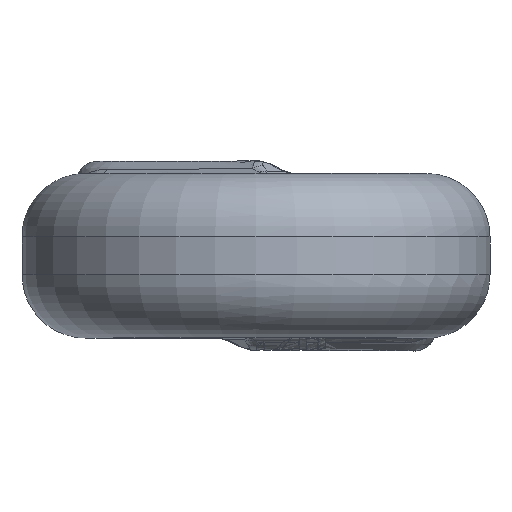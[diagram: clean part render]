
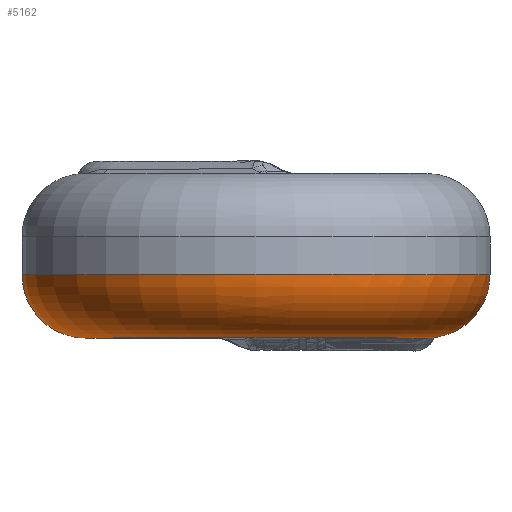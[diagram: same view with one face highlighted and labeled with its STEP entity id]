
A CAD part, top view. The second image highlights one B-rep face of the part: STEP entity #5162.
In plain terms, the highlighted toroidal (fillet/blend) face has major radius 2.7 mm and minor radius 1 mm.
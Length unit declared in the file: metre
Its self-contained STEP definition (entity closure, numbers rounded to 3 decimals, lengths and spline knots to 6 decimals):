
#26=TOROIDAL_SURFACE('',#5386,0.0027,0.001);
#85=CIRCLE('',#5384,0.0037);
#87=CIRCLE('',#5387,0.0027);
#1414=ORIENTED_EDGE('',*,*,#2236,.T.);
#1415=ORIENTED_EDGE('',*,*,#2233,.T.);
#1416=ORIENTED_EDGE('',*,*,#2258,.T.);
#1417=ORIENTED_EDGE('',*,*,#2239,.T.);
#1418=ORIENTED_EDGE('',*,*,#2256,.F.);
#2233=EDGE_CURVE('',#2657,#2660,#2884,.T.);
#2236=EDGE_CURVE('',#2661,#2657,#2886,.T.);
#2239=EDGE_CURVE('',#2663,#2661,#2888,.T.);
#2256=EDGE_CURVE('',#2678,#2678,#85,.T.);
#2258=EDGE_CURVE('',#2660,#2663,#87,.T.);
#2657=VERTEX_POINT('',#8122);
#2660=VERTEX_POINT('',#8130);
#2661=VERTEX_POINT('',#8208);
#2663=VERTEX_POINT('',#8257);
#2678=VERTEX_POINT('',#8569);
#2884=B_SPLINE_CURVE_WITH_KNOTS('',3,(#8131,#8132,#8133,#8134),
 .UNSPECIFIED.,.F.,.F.,(4,4),(0.,1.),.UNSPECIFIED.);
#2886=B_SPLINE_CURVE_WITH_KNOTS('',3,(#8226,#8227,#8228,#8229,#8230,#8231,
#8232,#8233,#8234,#8235,#8236,#8237,#8238,#8239,#8240),.UNSPECIFIED.,.F.,
 .F.,(4,1,1,1,1,1,1,1,1,1,1,1,4),(0.,0.125,0.25,0.375,0.4375,0.5,0.5625,
0.625,0.6875,0.75,0.8125,0.875,1.),.UNSPECIFIED.);
#2888=B_SPLINE_CURVE_WITH_KNOTS('',3,(#8264,#8265,#8266,#8267,#8268),
 .UNSPECIFIED.,.F.,.F.,(4,1,4),(0.,0.5,1.),.UNSPECIFIED.);
#3185=EDGE_LOOP('',(#1414,#1415,#1416,#1417));
#3186=EDGE_LOOP('',(#1418));
#3416=FACE_BOUND('',#3185,.T.);
#3417=FACE_BOUND('',#3186,.T.);
#5162=ADVANCED_FACE('',(#3416,#3417),#26,.T.);
#5384=AXIS2_PLACEMENT_3D('',#8568,#5987,#5988);
#5386=AXIS2_PLACEMENT_3D('',#8572,#5991,#5992);
#5387=AXIS2_PLACEMENT_3D('',#8573,#5993,#5994);
#5987=DIRECTION('',(0.,1.,0.));
#5988=DIRECTION('',(0.,0.,1.));
#5991=DIRECTION('',(0.,1.,0.));
#5992=DIRECTION('',(0.,0.,1.));
#5993=DIRECTION('',(0.,1.,0.));
#5994=DIRECTION('',(0.,0.,1.));
#8122=CARTESIAN_POINT('',(0.002012,-0.001267,-0.002163));
#8130=CARTESIAN_POINT('',(0.001961,-0.0013,-0.001856));
#8131=CARTESIAN_POINT('',(0.002012,-0.001267,-0.002163));
#8132=CARTESIAN_POINT('',(0.002034,-0.001285,-0.00205));
#8133=CARTESIAN_POINT('',(0.002018,-0.0013,-0.001938));
#8134=CARTESIAN_POINT('',(0.001961,-0.0013,-0.001856));
#8208=CARTESIAN_POINT('',(0.002866,-0.000823,-0.002099));
#8226=CARTESIAN_POINT('',(0.002866,-0.000823,-0.002099));
#8227=CARTESIAN_POINT('',(0.002833,-0.000767,-0.002203));
#8228=CARTESIAN_POINT('',(0.002741,-0.000665,-0.002391));
#8229=CARTESIAN_POINT('',(0.002582,-0.000577,-0.002601));
#8230=CARTESIAN_POINT('',(0.002401,-0.000538,-0.002783));
#8231=CARTESIAN_POINT('',(0.002195,-0.000568,-0.002934));
#8232=CARTESIAN_POINT('',(0.002092,-0.000616,-0.002992));
#8233=CARTESIAN_POINT('',(0.001955,-0.000732,-0.003031));
#8234=CARTESIAN_POINT('',(0.001882,-0.000865,-0.002984));
#8235=CARTESIAN_POINT('',(0.001862,-0.000963,-0.00291));
#8236=CARTESIAN_POINT('',(0.001884,-0.001087,-0.002738));
#8237=CARTESIAN_POINT('',(0.001906,-0.001133,-0.00264));
#8238=CARTESIAN_POINT('',(0.001949,-0.00121,-0.002449));
#8239=CARTESIAN_POINT('',(0.001987,-0.001248,-0.002285));
#8240=CARTESIAN_POINT('',(0.002012,-0.001267,-0.002163));
#8257=CARTESIAN_POINT('',(0.002449,-0.0013,-0.001138));
#8264=CARTESIAN_POINT('',(0.002449,-0.0013,-0.001138));
#8265=CARTESIAN_POINT('',(0.002595,-0.0013,-0.001283));
#8266=CARTESIAN_POINT('',(0.002894,-0.001175,-0.001566));
#8267=CARTESIAN_POINT('',(0.002919,-0.000915,-0.001931));
#8268=CARTESIAN_POINT('',(0.002866,-0.000823,-0.002099));
#8568=CARTESIAN_POINT('',(0.,-0.0003,0.));
#8569=CARTESIAN_POINT('',(0.,-0.0003,0.0037));
#8572=CARTESIAN_POINT('',(0.,-0.0003,0.));
#8573=CARTESIAN_POINT('',(0.,-0.0013,0.));
